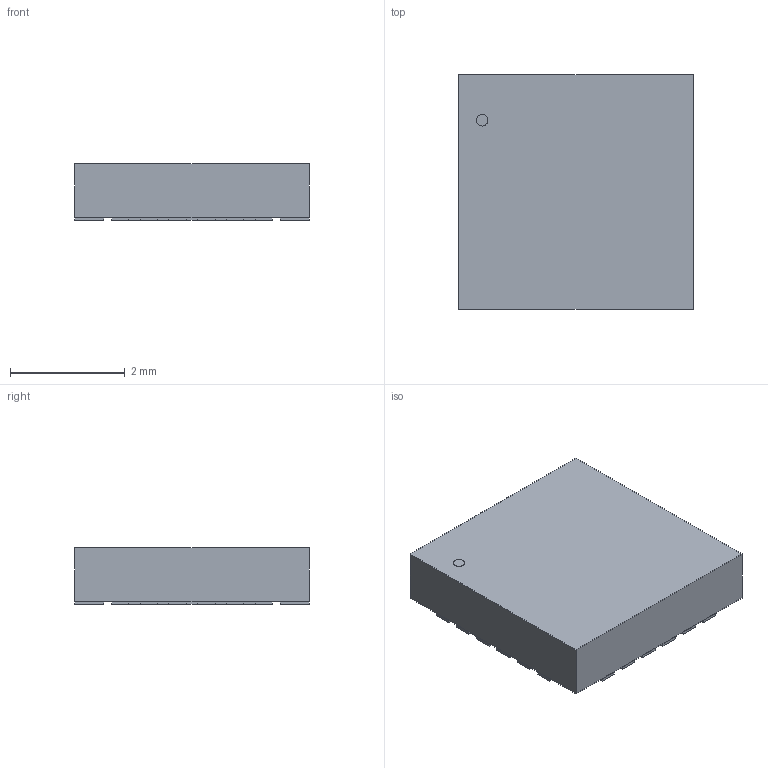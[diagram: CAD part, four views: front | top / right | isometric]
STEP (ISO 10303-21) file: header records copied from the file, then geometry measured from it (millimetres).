
FILE_DESCRIPTION(('FreeCAD Model'),'2;1');
FILE_NAME('Open CASCADE Shape Model','2024-02-12T17:23:36',( 'kicad StepUp'),('ksu MCAD'),'Open CASCADE STEP processor 7.6', 'FreeCAD','Unknown');
FILE_SCHEMA(('AUTOMOTIVE_DESIGN { 1 0 10303 214 1 1 1 1 }'));
Length unit declared in the file: millimetre
Products named in the file (1): part
Bounding box: 4.09 x 4.09 x 0.99 mm (x, y, z)
Volume: 16.3 mm3; surface area: 74.5 mm2
Topology: 27 solids, 27 shells, 159 faces, 945 edges, 2726 vertices
Faces by surface type: plane 158, cylinder 1
Full cylindrical faces by diameter (mm): 0.204 x1
Entity records: 13523 total; most frequent: CARTESIAN_POINT 3838, DIRECTION 1268, LINE 936, VECTOR 936, GEOMETRIC_CURVE_SET 631, ORIENTED_EDGE 630, TRIMMED_CURVE 630, PRESENTATION_STYLE_ASSIGNMENT 396
